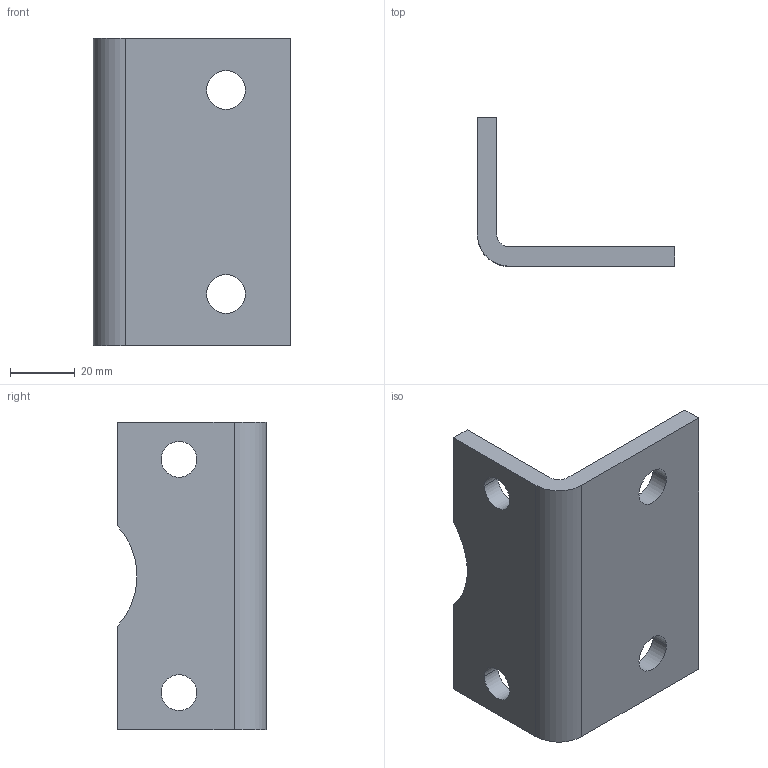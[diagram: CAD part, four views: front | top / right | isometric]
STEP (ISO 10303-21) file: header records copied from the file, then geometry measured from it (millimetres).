
FILE_DESCRIPTION (( 'STEP AP214' ), '1' );
FILE_NAME ('GMB-80MM.STEP', '2019-04-25T19:44:30', ( '' ), ( '' ), 'SwSTEP 2.0', 'SolidWorks 2018', '' );
FILE_SCHEMA (( 'AUTOMOTIVE_DESIGN' ));
Length unit declared in the file: millimetre
Products named in the file (1): GMB-80MM
Bounding box: 61 x 46 x 95 mm (x, y, z)
Volume: 52594.4 mm3; surface area: 20732.6 mm2
Topology: 1 solids, 1 shells, 20 faces, 54 edges, 36 vertices
Faces by surface type: cylinder 11, plane 9
Entity records: 690 total; most frequent: DIRECTION 118, CARTESIAN_POINT 111, ORIENTED_EDGE 108, EDGE_CURVE 54, AXIS2_PLACEMENT_3D 43, VERTEX_POINT 36, VECTOR 32, LINE 32
